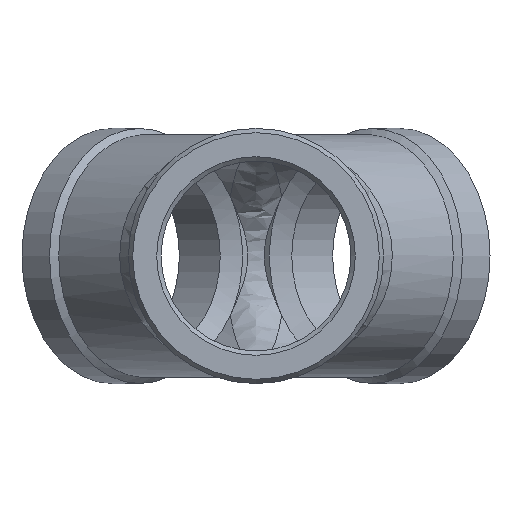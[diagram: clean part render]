
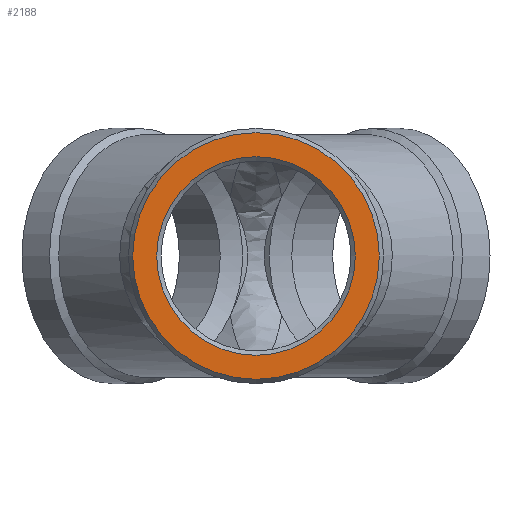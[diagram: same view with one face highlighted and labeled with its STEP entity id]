
A CAD part, front view. The second image highlights one B-rep face of the part: STEP entity #2188.
In plain terms, the highlighted planar face has unit normal (0, -1, 0).
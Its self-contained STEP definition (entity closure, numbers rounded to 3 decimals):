
#409=CIRCLE('',#2330,28.5);
#410=CIRCLE('',#2331,22.95);
#883=ORIENTED_EDGE('',*,*,#1347,.F.);
#884=ORIENTED_EDGE('',*,*,#1348,.T.);
#1347=EDGE_CURVE('',#1568,#1568,#409,.T.);
#1348=EDGE_CURVE('',#1569,#1569,#410,.T.);
#1568=VERTEX_POINT('',#5414);
#1569=VERTEX_POINT('',#5416);
#1820=EDGE_LOOP('',(#883));
#1821=EDGE_LOOP('',(#884));
#1985=FACE_BOUND('',#1820,.T.);
#1986=FACE_BOUND('',#1821,.T.);
#2083=PLANE('',#2329);
#2188=ADVANCED_FACE('',(#1985,#1986),#2083,.T.);
#2329=AXIS2_PLACEMENT_3D('',#5412,#2692,#2693);
#2330=AXIS2_PLACEMENT_3D('',#5413,#2694,#2695);
#2331=AXIS2_PLACEMENT_3D('',#5415,#2696,#2697);
#2692=DIRECTION('',(0.,-1.,0.));
#2693=DIRECTION('',(0.,0.,-1.));
#2694=DIRECTION('',(0.,1.,0.));
#2695=DIRECTION('',(0.,0.,1.));
#2696=DIRECTION('',(0.,1.,0.));
#2697=DIRECTION('',(0.,0.,-1.));
#5412=CARTESIAN_POINT('',(0.,-52.,0.));
#5413=CARTESIAN_POINT('',(0.,-52.,0.));
#5414=CARTESIAN_POINT('',(0.,-52.,28.5));
#5415=CARTESIAN_POINT('',(0.,-52.,0.));
#5416=CARTESIAN_POINT('',(0.,-52.,-22.95));
